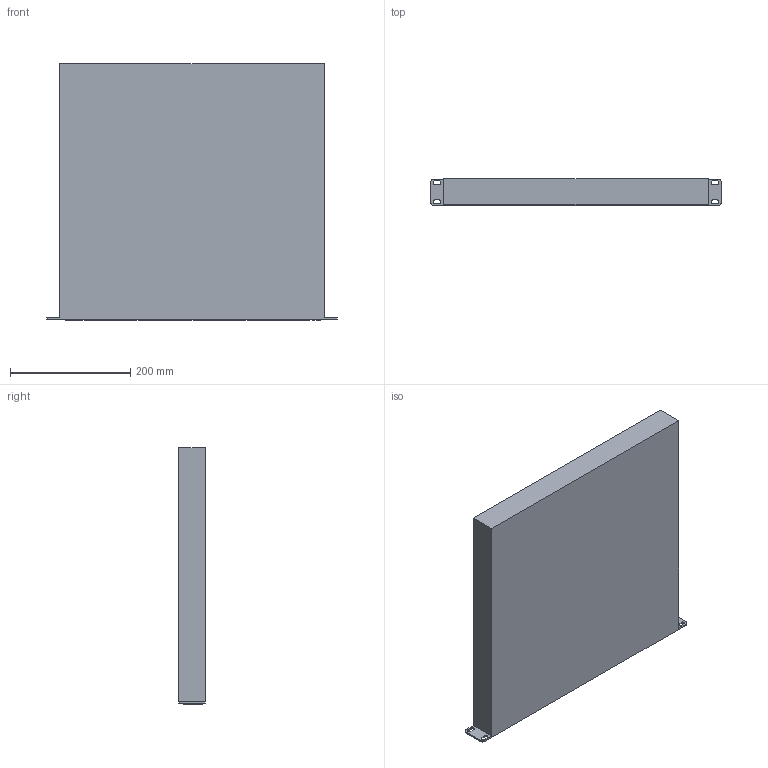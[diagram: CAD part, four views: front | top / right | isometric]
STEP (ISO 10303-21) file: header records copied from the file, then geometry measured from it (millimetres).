
FILE_DESCRIPTION (( 'STEP AP203' ), '1' );
FILE_NAME ('MES2448P.STEP', '2023-07-25T04:15:32', ( '' ), ( '' ), 'SwSTEP 2.0', 'SolidWorks 2021', '' );
FILE_SCHEMA (( 'CONFIG_CONTROL_DESIGN' ));
Length unit declared in the file: millimetre
Products named in the file (1): MES2448P
Bounding box: 482.6 x 43.6 x 426 mm (x, y, z)
Volume: 8161375.8 mm3; surface area: 456672.7 mm2
Topology: 1 solids, 1 shells, 783 faces, 2142 edges, 1428 vertices
Faces by surface type: plane 753, cylinder 30
Entity records: 24409 total; most frequent: CARTESIAN_POINT 4354, ORIENTED_EDGE 4284, DIRECTION 3770, EDGE_CURVE 2142, VECTOR 2082, LINE 2082, VERTEX_POINT 1428, EDGE_LOOP 858
